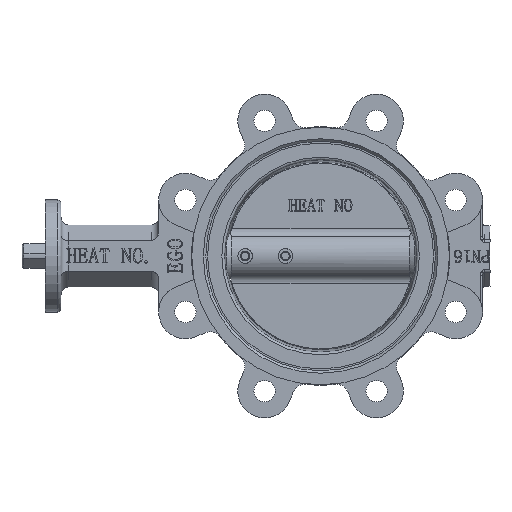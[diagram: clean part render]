
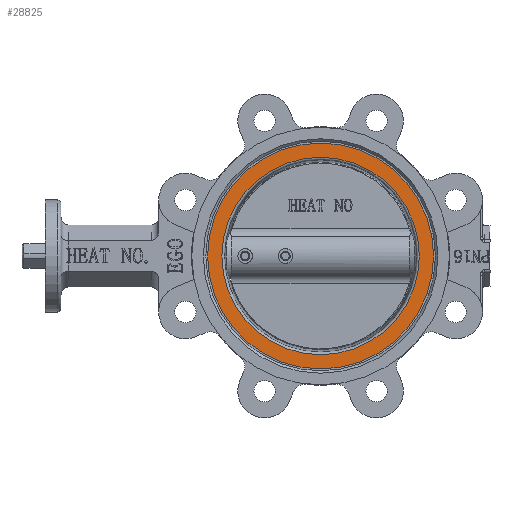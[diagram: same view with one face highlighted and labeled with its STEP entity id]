
A CAD part, left-side view. The second image highlights one B-rep face of the part: STEP entity #28825.
In plain terms, the highlighted planar face has unit normal (-1, 0, 0).
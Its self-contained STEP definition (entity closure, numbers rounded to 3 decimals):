
#507=FACE_BOUND('',#8269,.T.);
#714=PLANE('',#30199);
#7051=FACE_OUTER_BOUND('',#8268,.T.);
#8268=EDGE_LOOP('',(#19597,#19598));
#8269=EDGE_LOOP('',(#19599,#19600));
#9699=CIRCLE('',#30197,92.7);
#9700=CIRCLE('',#30198,92.7);
#9701=CIRCLE('',#30200,81.004);
#9702=CIRCLE('',#30201,81.004);
#11446=VERTEX_POINT('',#36692);
#11447=VERTEX_POINT('',#36694);
#11448=VERTEX_POINT('',#36698);
#11449=VERTEX_POINT('',#36699);
#14999=EDGE_CURVE('',#11446,#11447,#9699,.T.);
#15000=EDGE_CURVE('',#11447,#11446,#9700,.T.);
#15001=EDGE_CURVE('',#11448,#11449,#9701,.T.);
#15002=EDGE_CURVE('',#11449,#11448,#9702,.T.);
#19597=ORIENTED_EDGE('',*,*,#15000,.F.);
#19598=ORIENTED_EDGE('',*,*,#14999,.F.);
#19599=ORIENTED_EDGE('',*,*,#15001,.T.);
#19600=ORIENTED_EDGE('',*,*,#15002,.T.);
#28825=ADVANCED_FACE('',(#7051,#507),#714,.T.);
#30197=AXIS2_PLACEMENT_3D('',#36695,#31437,#31438);
#30198=AXIS2_PLACEMENT_3D('',#36696,#31439,#31440);
#30199=AXIS2_PLACEMENT_3D('',#36697,#31441,#31442);
#30200=AXIS2_PLACEMENT_3D('',#36700,#31443,#31444);
#30201=AXIS2_PLACEMENT_3D('',#36701,#31445,#31446);
#31437=DIRECTION('center_axis',(1.,0.,0.));
#31438=DIRECTION('ref_axis',(0.,0.,-1.));
#31439=DIRECTION('center_axis',(1.,0.,0.));
#31440=DIRECTION('ref_axis',(0.,0.,-1.));
#31441=DIRECTION('center_axis',(-1.,0.,0.));
#31442=DIRECTION('ref_axis',(0.,0.,1.));
#31443=DIRECTION('center_axis',(1.,0.,0.));
#31444=DIRECTION('ref_axis',(0.,0.,-1.));
#31445=DIRECTION('center_axis',(1.,0.,0.));
#31446=DIRECTION('ref_axis',(0.,0.,-1.));
#36692=CARTESIAN_POINT('',(-28.5,0.,92.7));
#36694=CARTESIAN_POINT('',(-28.5,0.,-92.7));
#36695=CARTESIAN_POINT('Origin',(-28.5,0.,0.));
#36696=CARTESIAN_POINT('Origin',(-28.5,0.,0.));
#36697=CARTESIAN_POINT('Origin',(-28.5,92.7,0.));
#36698=CARTESIAN_POINT('',(-28.5,0.,-81.004));
#36699=CARTESIAN_POINT('',(-28.5,0.,81.004));
#36700=CARTESIAN_POINT('Origin',(-28.5,0.,0.));
#36701=CARTESIAN_POINT('Origin',(-28.5,0.,0.));
